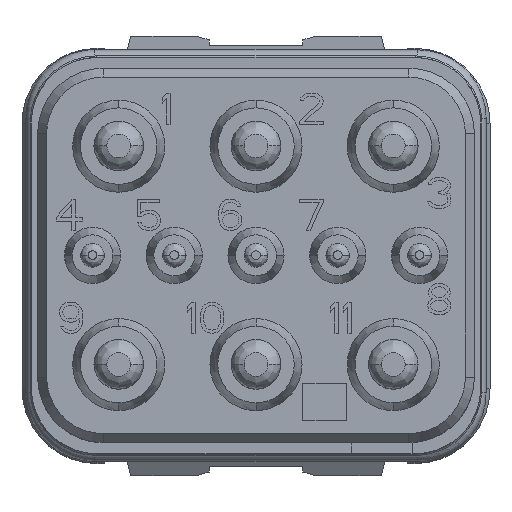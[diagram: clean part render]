
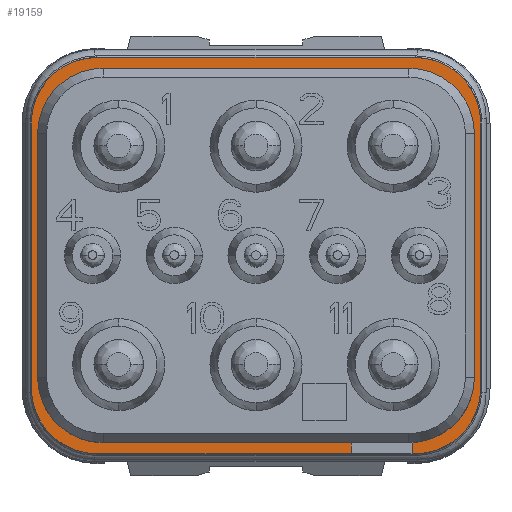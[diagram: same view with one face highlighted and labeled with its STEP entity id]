
A CAD part, top view. The second image highlights one B-rep face of the part: STEP entity #19159.
In plain terms, the highlighted planar face has unit normal (0, 0, 1).
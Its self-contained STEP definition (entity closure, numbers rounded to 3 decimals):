
#1=DIRECTION('',(-1.,0.,0.));
#2=VECTOR('',#1,0.1);
#3=CARTESIAN_POINT('',(5.1,-6.35,0.));
#4=LINE('',#3,#2);
#5=DIRECTION('',(0.,1.,0.));
#6=VECTOR('',#5,0.352);
#7=CARTESIAN_POINT('',(5.,-6.35,0.));
#8=LINE('',#7,#6);
#9=CARTESIAN_POINT('',(4.9,-3.9,0.));
#10=DIRECTION('',(0.,0.,1.));
#11=DIRECTION('',(0.048,-0.999,0.));
#12=AXIS2_PLACEMENT_3D('',#9,#10,#11);
#14=DIRECTION('',(0.,1.,0.));
#15=VECTOR('',#14,7.8);
#16=CARTESIAN_POINT('',(7.,-3.9,0.));
#17=LINE('',#16,#15);
#18=CARTESIAN_POINT('',(4.9,3.9,0.));
#19=DIRECTION('',(0.,0.,1.));
#20=DIRECTION('',(1.,0.,0.));
#21=AXIS2_PLACEMENT_3D('',#18,#19,#20);
#23=DIRECTION('',(-1.,0.,0.));
#24=VECTOR('',#23,9.8);
#25=CARTESIAN_POINT('',(4.9,6.,0.));
#26=LINE('',#25,#24);
#27=CARTESIAN_POINT('',(-4.9,3.9,0.));
#28=DIRECTION('',(0.,0.,1.));
#29=DIRECTION('',(0.,1.,0.));
#30=AXIS2_PLACEMENT_3D('',#27,#28,#29);
#32=DIRECTION('',(0.,-1.,0.));
#33=VECTOR('',#32,7.8);
#34=CARTESIAN_POINT('',(-7.,3.9,0.));
#35=LINE('',#34,#33);
#36=CARTESIAN_POINT('',(-4.9,-3.9,0.));
#37=DIRECTION('',(0.,0.,1.));
#38=DIRECTION('',(-1.,0.,0.));
#39=AXIS2_PLACEMENT_3D('',#36,#37,#38);
#41=DIRECTION('',(1.,0.,0.));
#42=VECTOR('',#41,7.95);
#43=CARTESIAN_POINT('',(-4.9,-6.,0.));
#44=LINE('',#43,#42);
#45=DIRECTION('',(0.,1.,0.));
#46=VECTOR('',#45,0.35);
#47=CARTESIAN_POINT('',(3.05,-6.35,0.));
#48=LINE('',#47,#46);
#49=DIRECTION('',(-1.,0.,0.));
#50=VECTOR('',#49,8.15);
#51=CARTESIAN_POINT('',(3.05,-6.35,0.));
#52=LINE('',#51,#50);
#53=DIRECTION('',(0.,1.,0.));
#54=VECTOR('',#53,8.5);
#55=CARTESIAN_POINT('',(-7.2,-4.25,0.));
#56=LINE('',#55,#54);
#57=DIRECTION('',(1.,0.,0.));
#58=VECTOR('',#57,10.2);
#59=CARTESIAN_POINT('',(-5.1,6.35,0.));
#60=LINE('',#59,#58);
#61=DIRECTION('',(0.,-1.,0.));
#62=VECTOR('',#61,8.5);
#63=CARTESIAN_POINT('',(7.2,4.25,0.));
#64=LINE('',#63,#62);
#141=CARTESIAN_POINT('',(5.1,-4.25,0.));
#142=DIRECTION('',(0.,0.,-1.));
#143=DIRECTION('',(1.,0.,0.));
#144=AXIS2_PLACEMENT_3D('',#141,#142,#143);
#214=CARTESIAN_POINT('',(5.1,4.25,0.));
#215=DIRECTION('',(0.,0.,-1.));
#216=DIRECTION('',(0.,1.,0.));
#217=AXIS2_PLACEMENT_3D('',#214,#215,#216);
#287=CARTESIAN_POINT('',(-5.1,4.25,0.));
#288=DIRECTION('',(0.,0.,-1.));
#289=DIRECTION('',(-1.,0.,0.));
#290=AXIS2_PLACEMENT_3D('',#287,#288,#289);
#364=CARTESIAN_POINT('',(-5.1,-4.25,0.));
#365=DIRECTION('',(0.,0.,-1.));
#366=DIRECTION('',(0.,-1.,0.));
#367=AXIS2_PLACEMENT_3D('',#364,#365,#366);
#14788=CARTESIAN_POINT('',(5.1,6.35,0.));
#14789=CARTESIAN_POINT('',(7.2,4.25,0.));
#14790=VERTEX_POINT('',#14788);
#14791=VERTEX_POINT('',#14789);
#14792=CARTESIAN_POINT('',(-7.2,4.25,0.));
#14793=CARTESIAN_POINT('',(-5.1,6.35,0.));
#14794=VERTEX_POINT('',#14792);
#14795=VERTEX_POINT('',#14793);
#14796=CARTESIAN_POINT('',(-5.1,-6.35,0.));
#14797=CARTESIAN_POINT('',(-7.2,-4.25,0.));
#14798=VERTEX_POINT('',#14796);
#14799=VERTEX_POINT('',#14797);
#14800=CARTESIAN_POINT('',(7.2,-4.25,0.));
#14801=CARTESIAN_POINT('',(5.1,-6.35,0.));
#14802=VERTEX_POINT('',#14800);
#14803=VERTEX_POINT('',#14801);
#14888=CARTESIAN_POINT('',(-7.,3.9,0.));
#14889=CARTESIAN_POINT('',(-7.,-3.9,0.));
#14890=VERTEX_POINT('',#14888);
#14891=VERTEX_POINT('',#14889);
#14892=CARTESIAN_POINT('',(-4.9,-6.,0.));
#14893=VERTEX_POINT('',#14892);
#14894=CARTESIAN_POINT('',(7.,-3.9,0.));
#14895=CARTESIAN_POINT('',(7.,3.9,0.));
#14896=VERTEX_POINT('',#14894);
#14897=VERTEX_POINT('',#14895);
#14898=CARTESIAN_POINT('',(4.9,6.,0.));
#14899=VERTEX_POINT('',#14898);
#14900=CARTESIAN_POINT('',(-4.9,6.,0.));
#14901=VERTEX_POINT('',#14900);
#14918=CARTESIAN_POINT('',(5.,-6.35,0.));
#14919=VERTEX_POINT('',#14918);
#14920=CARTESIAN_POINT('',(3.05,-6.35,0.));
#14921=VERTEX_POINT('',#14920);
#14922=CARTESIAN_POINT('',(3.05,-6.,0.));
#14923=VERTEX_POINT('',#14922);
#14928=CARTESIAN_POINT('',(5.,-5.998,0.));
#14929=VERTEX_POINT('',#14928);
#19114=CARTESIAN_POINT('',(0.,0.,0.));
#19115=DIRECTION('',(0.,0.,1.));
#19116=DIRECTION('',(1.,0.,0.));
#19117=AXIS2_PLACEMENT_3D('',#19114,#19115,#19116);
#19118=PLANE('',#19117);
#19120=ORIENTED_EDGE('',*,*,#19119,.T.);
#19122=ORIENTED_EDGE('',*,*,#19121,.T.);
#19124=ORIENTED_EDGE('',*,*,#19123,.T.);
#19126=ORIENTED_EDGE('',*,*,#19125,.T.);
#19128=ORIENTED_EDGE('',*,*,#19127,.T.);
#19130=ORIENTED_EDGE('',*,*,#19129,.T.);
#19132=ORIENTED_EDGE('',*,*,#19131,.T.);
#19134=ORIENTED_EDGE('',*,*,#19133,.T.);
#19136=ORIENTED_EDGE('',*,*,#19135,.T.);
#19138=ORIENTED_EDGE('',*,*,#19137,.T.);
#19140=ORIENTED_EDGE('',*,*,#19139,.F.);
#19142=ORIENTED_EDGE('',*,*,#19141,.T.);
#19144=ORIENTED_EDGE('',*,*,#19143,.T.);
#19146=ORIENTED_EDGE('',*,*,#19145,.T.);
#19148=ORIENTED_EDGE('',*,*,#19147,.T.);
#19150=ORIENTED_EDGE('',*,*,#19149,.T.);
#19152=ORIENTED_EDGE('',*,*,#19151,.T.);
#19154=ORIENTED_EDGE('',*,*,#19153,.T.);
#19156=ORIENTED_EDGE('',*,*,#19155,.T.);
#19157=EDGE_LOOP('',(#19120,#19122,#19124,#19126,#19128,#19130,#19132,#19134,
#19136,#19138,#19140,#19142,#19144,#19146,#19148,#19150,#19152,#19154,#19156));
#19158=FACE_OUTER_BOUND('',#19157,.F.);
#19159=ADVANCED_FACE('',(#19158),#19118,.T.);
#13=CIRCLE('',#12,2.1);
#22=CIRCLE('',#21,2.1);
#31=CIRCLE('',#30,2.1);
#40=CIRCLE('',#39,2.1);
#145=CIRCLE('',#144,2.1);
#218=CIRCLE('',#217,2.1);
#291=CIRCLE('',#290,2.1);
#368=CIRCLE('',#367,2.1);
#19119=EDGE_CURVE('',#14803,#14919,#4,.T.);
#19121=EDGE_CURVE('',#14919,#14929,#8,.T.);
#19123=EDGE_CURVE('',#14929,#14896,#13,.T.);
#19125=EDGE_CURVE('',#14896,#14897,#17,.T.);
#19127=EDGE_CURVE('',#14897,#14899,#22,.T.);
#19129=EDGE_CURVE('',#14899,#14901,#26,.T.);
#19131=EDGE_CURVE('',#14901,#14890,#31,.T.);
#19133=EDGE_CURVE('',#14890,#14891,#35,.T.);
#19135=EDGE_CURVE('',#14891,#14893,#40,.T.);
#19137=EDGE_CURVE('',#14893,#14923,#44,.T.);
#19139=EDGE_CURVE('',#14921,#14923,#48,.T.);
#19141=EDGE_CURVE('',#14921,#14798,#52,.T.);
#19143=EDGE_CURVE('',#14798,#14799,#368,.T.);
#19145=EDGE_CURVE('',#14799,#14794,#56,.T.);
#19147=EDGE_CURVE('',#14794,#14795,#291,.T.);
#19149=EDGE_CURVE('',#14795,#14790,#60,.T.);
#19151=EDGE_CURVE('',#14790,#14791,#218,.T.);
#19153=EDGE_CURVE('',#14791,#14802,#64,.T.);
#19155=EDGE_CURVE('',#14802,#14803,#145,.T.);
